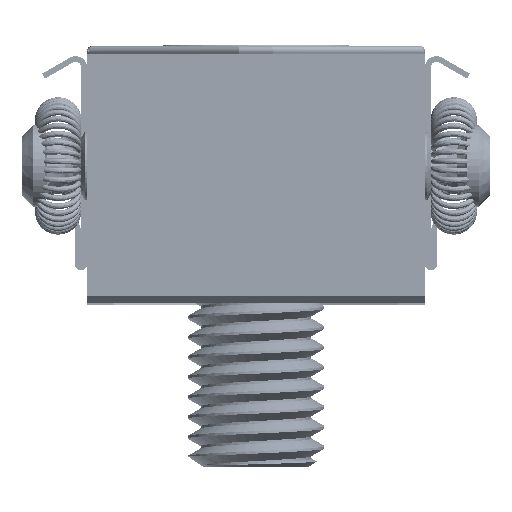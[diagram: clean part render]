
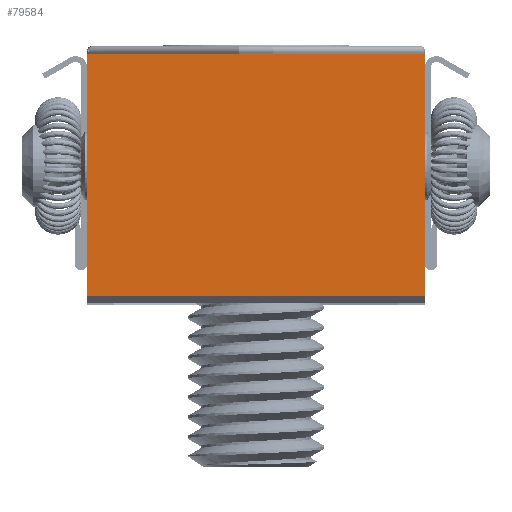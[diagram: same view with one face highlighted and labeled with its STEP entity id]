
A CAD part, left-side view. The second image highlights one B-rep face of the part: STEP entity #79584.
In plain terms, the highlighted face is planar.
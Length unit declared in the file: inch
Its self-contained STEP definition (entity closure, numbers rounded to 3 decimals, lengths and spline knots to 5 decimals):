
#749 = CARTESIAN_POINT ( 'NONE',  ( 1.16535, 0.83465, 0. ) ) ;
#3414 = ORIENTED_EDGE ( 'NONE', *, *, #74374, .F. ) ;
#3777 = VERTEX_POINT ( 'NONE', #74936 ) ;
#6450 = DIRECTION ( 'NONE',  ( 0., 1., 0. ) ) ;
#9706 = LINE ( 'NONE', #77978, #59409 ) ;
#16476 = ORIENTED_EDGE ( 'NONE', *, *, #55005, .F. ) ;
#17733 = CARTESIAN_POINT ( 'NONE',  ( 0.58268, 0., 0. ) ) ;
#18577 = DIRECTION ( 'NONE',  ( 1., 0., 0. ) ) ;
#21354 = VECTOR ( 'NONE', #80402, 39.37008 ) ;
#23366 = LINE ( 'NONE', #54429, #21354 ) ;
#23600 = CARTESIAN_POINT ( 'NONE',  ( 0.58268, 0.43701, 0. ) ) ;
#24456 = DIRECTION ( 'NONE',  ( 1., 0., 0. ) ) ;
#30596 = EDGE_LOOP ( 'NONE', ( #3414, #16476, #51883, #57222 ) ) ;
#45281 = CARTESIAN_POINT ( 'NONE',  ( 1.16535, 0.43701, 0. ) ) ;
#46258 = EDGE_CURVE ( 'NONE', #71028, #64307, #9706, .T. ) ;
#46455 = VECTOR ( 'NONE', #6450, 39.37008 ) ;
#48390 = VECTOR ( 'NONE', #18577, 39.37008 ) ;
#49007 = CARTESIAN_POINT ( 'NONE',  ( 0., 0.83465, 0. ) ) ;
#50300 = PLANE ( 'NONE',  #76161 ) ;
#51883 = ORIENTED_EDGE ( 'NONE', *, *, #46258, .F. ) ;
#54429 = CARTESIAN_POINT ( 'NONE',  ( 0.58268, 0.83465, 0. ) ) ;
#55005 = EDGE_CURVE ( 'NONE', #64307, #3777, #65533, .T. ) ;
#57200 = VERTEX_POINT ( 'NONE', #749 ) ;
#57222 = ORIENTED_EDGE ( 'NONE', *, *, #72683, .F. ) ;
#59409 = VECTOR ( 'NONE', #72020, 39.37008 ) ;
#63225 = DIRECTION ( 'NONE',  ( 0., 0., 1. ) ) ;
#64307 = VERTEX_POINT ( 'NONE', #71982 ) ;
#65533 = LINE ( 'NONE', #17733, #48390 ) ;
#71028 = VERTEX_POINT ( 'NONE', #49007 ) ;
#71982 = CARTESIAN_POINT ( 'NONE',  ( 0., 0., 0. ) ) ;
#72020 = DIRECTION ( 'NONE',  ( 0., -1., 0. ) ) ;
#72683 = EDGE_CURVE ( 'NONE', #57200, #71028, #23366, .T. ) ;
#74374 = EDGE_CURVE ( 'NONE', #3777, #57200, #78758, .T. ) ;
#74542 = FACE_OUTER_BOUND ( 'NONE', #30596, .T. ) ;
#74936 = CARTESIAN_POINT ( 'NONE',  ( 1.16535, 0., 0. ) ) ;
#76161 = AXIS2_PLACEMENT_3D ( 'NONE', #23600, #63225, #24456 ) ;
#77978 = CARTESIAN_POINT ( 'NONE',  ( 0., 0.43701, 0. ) ) ;
#78758 = LINE ( 'NONE', #45281, #46455 ) ;
#79584 = ADVANCED_FACE ( 'NONE', ( #74542 ), #50300, .F. ) ;
#80402 = DIRECTION ( 'NONE',  ( -1., 0., 0. ) ) ;
